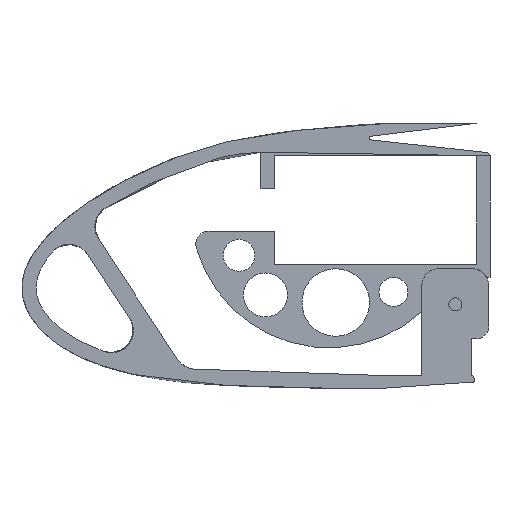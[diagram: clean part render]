
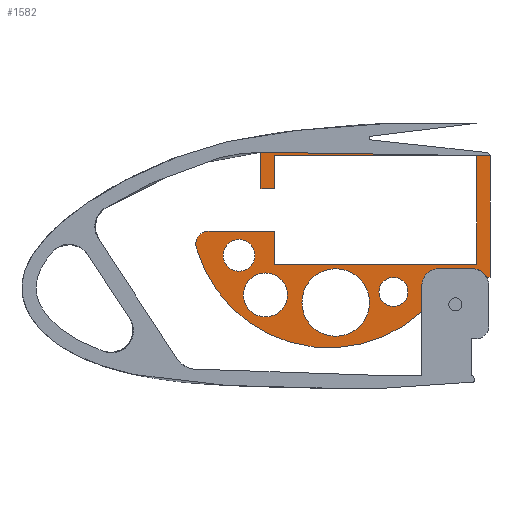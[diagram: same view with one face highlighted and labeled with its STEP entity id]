
A CAD part, front view. The second image highlights one B-rep face of the part: STEP entity #1582.
In plain terms, the highlighted planar face has unit normal (0, -1, 0).
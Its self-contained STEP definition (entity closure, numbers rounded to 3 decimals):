
#30=FACE_BOUND('',#224,.T.);
#31=FACE_BOUND('',#225,.T.);
#32=FACE_BOUND('',#226,.T.);
#33=FACE_BOUND('',#227,.T.);
#85=PLANE('',#1687);
#138=FACE_OUTER_BOUND('',#223,.T.);
#223=EDGE_LOOP('',(#1140,#1141,#1142,#1143,#1144,#1145,#1146,#1147,#1148,
#1149,#1150,#1151,#1152,#1153,#1154,#1155,#1156));
#224=EDGE_LOOP('',(#1157));
#225=EDGE_LOOP('',(#1158));
#226=EDGE_LOOP('',(#1159));
#227=EDGE_LOOP('',(#1160));
#312=LINE('',#2260,#456);
#342=LINE('',#2349,#486);
#343=LINE('',#2351,#487);
#344=LINE('',#2353,#488);
#345=LINE('',#2355,#489);
#346=LINE('',#2357,#490);
#347=LINE('',#2359,#491);
#348=LINE('',#2361,#492);
#349=LINE('',#2363,#493);
#350=LINE('',#2365,#494);
#351=LINE('',#2367,#495);
#352=LINE('',#2369,#496);
#456=VECTOR('',#1829,10.);
#486=VECTOR('',#1899,10.);
#487=VECTOR('',#1900,10.);
#488=VECTOR('',#1901,10.);
#489=VECTOR('',#1902,10.);
#490=VECTOR('',#1903,10.);
#491=VECTOR('',#1904,10.);
#492=VECTOR('',#1905,10.);
#493=VECTOR('',#1906,10.);
#494=VECTOR('',#1907,10.);
#495=VECTOR('',#1908,10.);
#496=VECTOR('',#1909,10.);
#593=CIRCLE('',#1658,2.);
#594=CIRCLE('',#1660,2.5);
#598=CIRCLE('',#1666,2.);
#608=CIRCLE('',#1688,1.5);
#609=CIRCLE('',#1689,15.648);
#610=CIRCLE('',#1690,1.803);
#611=CIRCLE('',#1691,3.831);
#612=CIRCLE('',#1692,2.5);
#613=CIRCLE('',#1693,1.652);
#656=VERTEX_POINT('',#2216);
#657=VERTEX_POINT('',#2218);
#658=VERTEX_POINT('',#2222);
#667=VERTEX_POINT('',#2253);
#668=VERTEX_POINT('',#2255);
#669=VERTEX_POINT('',#2259);
#699=VERTEX_POINT('',#2350);
#700=VERTEX_POINT('',#2352);
#701=VERTEX_POINT('',#2354);
#702=VERTEX_POINT('',#2356);
#703=VERTEX_POINT('',#2358);
#704=VERTEX_POINT('',#2360);
#705=VERTEX_POINT('',#2362);
#706=VERTEX_POINT('',#2364);
#707=VERTEX_POINT('',#2366);
#708=VERTEX_POINT('',#2368);
#709=VERTEX_POINT('',#2370);
#710=VERTEX_POINT('',#2373);
#711=VERTEX_POINT('',#2375);
#712=VERTEX_POINT('',#2377);
#713=VERTEX_POINT('',#2379);
#814=EDGE_CURVE('',#657,#656,#593,.T.);
#816=EDGE_CURVE('',#656,#658,#594,.F.);
#827=EDGE_CURVE('',#667,#668,#598,.F.);
#829=EDGE_CURVE('',#669,#668,#312,.T.);
#870=EDGE_CURVE('',#667,#657,#342,.T.);
#871=EDGE_CURVE('',#699,#658,#343,.T.);
#872=EDGE_CURVE('',#699,#700,#344,.T.);
#873=EDGE_CURVE('',#700,#701,#345,.T.);
#874=EDGE_CURVE('',#701,#702,#346,.T.);
#875=EDGE_CURVE('',#702,#703,#347,.T.);
#876=EDGE_CURVE('',#703,#704,#348,.T.);
#877=EDGE_CURVE('',#704,#705,#349,.T.);
#878=EDGE_CURVE('',#705,#706,#350,.T.);
#879=EDGE_CURVE('',#706,#707,#351,.T.);
#880=EDGE_CURVE('',#707,#708,#352,.T.);
#881=EDGE_CURVE('',#709,#708,#608,.T.);
#882=EDGE_CURVE('',#709,#669,#609,.T.);
#883=EDGE_CURVE('',#710,#710,#610,.T.);
#884=EDGE_CURVE('',#711,#711,#611,.T.);
#885=EDGE_CURVE('',#712,#712,#612,.T.);
#886=EDGE_CURVE('',#713,#713,#613,.T.);
#1140=ORIENTED_EDGE('',*,*,#870,.T.);
#1141=ORIENTED_EDGE('',*,*,#814,.T.);
#1142=ORIENTED_EDGE('',*,*,#816,.T.);
#1143=ORIENTED_EDGE('',*,*,#871,.F.);
#1144=ORIENTED_EDGE('',*,*,#872,.T.);
#1145=ORIENTED_EDGE('',*,*,#873,.T.);
#1146=ORIENTED_EDGE('',*,*,#874,.T.);
#1147=ORIENTED_EDGE('',*,*,#875,.T.);
#1148=ORIENTED_EDGE('',*,*,#876,.T.);
#1149=ORIENTED_EDGE('',*,*,#877,.T.);
#1150=ORIENTED_EDGE('',*,*,#878,.T.);
#1151=ORIENTED_EDGE('',*,*,#879,.T.);
#1152=ORIENTED_EDGE('',*,*,#880,.T.);
#1153=ORIENTED_EDGE('',*,*,#881,.F.);
#1154=ORIENTED_EDGE('',*,*,#882,.T.);
#1155=ORIENTED_EDGE('',*,*,#829,.T.);
#1156=ORIENTED_EDGE('',*,*,#827,.F.);
#1157=ORIENTED_EDGE('',*,*,#883,.T.);
#1158=ORIENTED_EDGE('',*,*,#884,.T.);
#1159=ORIENTED_EDGE('',*,*,#885,.T.);
#1160=ORIENTED_EDGE('',*,*,#886,.T.);
#1582=ADVANCED_FACE('',(#138,#30,#31,#32,#33),#85,.T.);
#1658=AXIS2_PLACEMENT_3D('',#2219,#1802,#1803);
#1660=AXIS2_PLACEMENT_3D('',#2223,#1807,#1808);
#1666=AXIS2_PLACEMENT_3D('',#2256,#1824,#1825);
#1687=AXIS2_PLACEMENT_3D('',#2348,#1897,#1898);
#1688=AXIS2_PLACEMENT_3D('',#2371,#1910,#1911);
#1689=AXIS2_PLACEMENT_3D('',#2372,#1912,#1913);
#1690=AXIS2_PLACEMENT_3D('',#2374,#1914,#1915);
#1691=AXIS2_PLACEMENT_3D('',#2376,#1916,#1917);
#1692=AXIS2_PLACEMENT_3D('',#2378,#1918,#1919);
#1693=AXIS2_PLACEMENT_3D('',#2380,#1920,#1921);
#1802=DIRECTION('center_axis',(0.,1.,0.));
#1803=DIRECTION('ref_axis',(0.707,0.,0.707));
#1807=DIRECTION('center_axis',(0.,-1.,0.));
#1808=DIRECTION('ref_axis',(-0.153,0.,0.988));
#1824=DIRECTION('center_axis',(0.,1.,0.));
#1825=DIRECTION('ref_axis',(-0.707,0.,0.707));
#1829=DIRECTION('',(0.,0.,1.));
#1897=DIRECTION('center_axis',(0.,-1.,0.));
#1898=DIRECTION('ref_axis',(1.,0.,0.));
#1899=DIRECTION('',(1.,0.,0.));
#1900=DIRECTION('',(0.,0.,-1.));
#1901=DIRECTION('',(-1.,0.,0.015));
#1902=DIRECTION('',(0.,0.,-1.));
#1903=DIRECTION('',(1.,0.,0.));
#1904=DIRECTION('',(0.,0.,1.));
#1905=DIRECTION('',(1.,0.,0.));
#1906=DIRECTION('',(0.,0.,-1.));
#1907=DIRECTION('',(-1.,0.,0.));
#1908=DIRECTION('',(0.,0.,1.));
#1909=DIRECTION('',(-1.,0.,0.));
#1910=DIRECTION('center_axis',(0.,1.,0.));
#1911=DIRECTION('ref_axis',(-0.799,0.,0.602));
#1912=DIRECTION('center_axis',(0.,-1.,0.));
#1913=DIRECTION('ref_axis',(1.,0.,0.));
#1914=DIRECTION('center_axis',(0.,1.,0.));
#1915=DIRECTION('ref_axis',(1.,0.,0.));
#1916=DIRECTION('center_axis',(0.,1.,0.));
#1917=DIRECTION('ref_axis',(1.,0.,0.));
#1918=DIRECTION('center_axis',(0.,1.,0.));
#1919=DIRECTION('ref_axis',(1.,0.,0.));
#1920=DIRECTION('center_axis',(0.,1.,0.));
#1921=DIRECTION('ref_axis',(1.,0.,0.));
#2216=CARTESIAN_POINT('',(24.158,0.,-1.578));
#2218=CARTESIAN_POINT('',(22.383,0.,-0.5));
#2219=CARTESIAN_POINT('Origin',(22.383,0.,-2.5));
#2222=CARTESIAN_POINT('',(24.5,0.,-1.5));
#2223=CARTESIAN_POINT('Origin',(24.883,0.,-3.97));
#2253=CARTESIAN_POINT('',(18.75,0.,-0.5));
#2255=CARTESIAN_POINT('',(16.75,0.,-2.5));
#2256=CARTESIAN_POINT('Origin',(18.75,0.,-2.5));
#2259=CARTESIAN_POINT('',(16.75,0.,-5.406));
#2260=CARTESIAN_POINT('',(16.75,0.,-0.724));
#2348=CARTESIAN_POINT('Origin',(9.367,0.,0.052));
#2349=CARTESIAN_POINT('',(15.875,0.,-0.5));
#2350=CARTESIAN_POINT('',(24.5,0.,12.3));
#2351=CARTESIAN_POINT('',(24.5,0.,14.3));
#2352=CARTESIAN_POINT('',(-1.5,0.,12.7));
#2353=CARTESIAN_POINT('',(4.029,0.,12.615));
#2354=CARTESIAN_POINT('',(-1.5,0.,8.55));
#2355=CARTESIAN_POINT('',(-1.5,0.,14.3));
#2356=CARTESIAN_POINT('',(0.,0.,8.55));
#2357=CARTESIAN_POINT('',(-1.5,0.,8.55));
#2358=CARTESIAN_POINT('',(0.,0.,12.3));
#2359=CARTESIAN_POINT('',(0.,0.,8.55));
#2360=CARTESIAN_POINT('',(23.,0.,12.3));
#2361=CARTESIAN_POINT('',(0.,0.,12.3));
#2362=CARTESIAN_POINT('',(23.,0.,0.));
#2363=CARTESIAN_POINT('',(23.,0.,12.3));
#2364=CARTESIAN_POINT('',(0.,0.,0.));
#2365=CARTESIAN_POINT('',(23.,0.,0.));
#2366=CARTESIAN_POINT('',(0.,0.,3.75));
#2367=CARTESIAN_POINT('',(0.,0.,0.));
#2368=CARTESIAN_POINT('',(-7.4,0.,3.75));
#2369=CARTESIAN_POINT('',(0.,0.,3.75));
#2370=CARTESIAN_POINT('',(-8.841,0.,1.836));
#2371=CARTESIAN_POINT('Origin',(-7.4,0.,2.25));
#2372=CARTESIAN_POINT('Origin',(6.2,0.,6.15));
#2373=CARTESIAN_POINT('',(-5.803,0.,1.));
#2374=CARTESIAN_POINT('Origin',(-4.,0.,1.));
#2375=CARTESIAN_POINT('',(3.149,0.,-4.358));
#2376=CARTESIAN_POINT('Origin',(6.98,0.,-4.358));
#2377=CARTESIAN_POINT('',(-3.5,0.,-3.5));
#2378=CARTESIAN_POINT('Origin',(-1.,0.,-3.5));
#2379=CARTESIAN_POINT('',(11.886,0.,-3.151));
#2380=CARTESIAN_POINT('Origin',(13.538,0.,-3.151));
